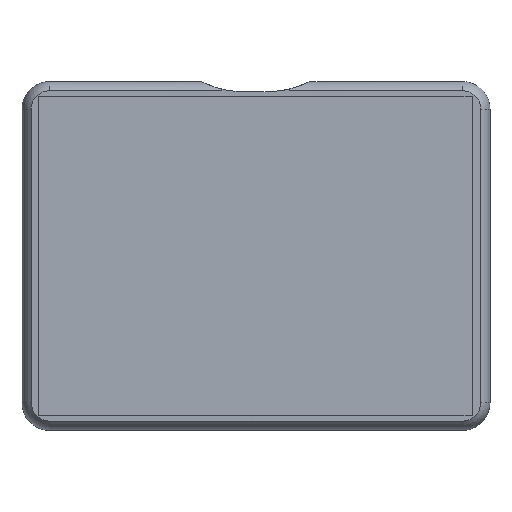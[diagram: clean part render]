
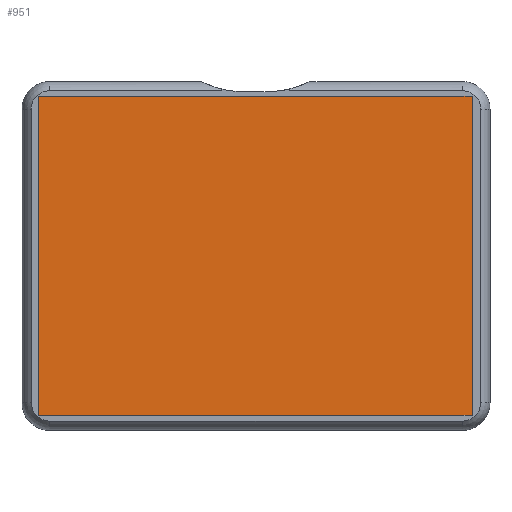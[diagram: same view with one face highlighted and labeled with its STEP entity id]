
A CAD part, top view. The second image highlights one B-rep face of the part: STEP entity #951.
In plain terms, the highlighted planar face has unit normal (0, 0, 1).
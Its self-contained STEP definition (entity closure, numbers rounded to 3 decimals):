
#53=PLANE('',#1065);
#111=FACE_OUTER_BOUND('',#174,.T.);
#174=EDGE_LOOP('',(#858,#859,#860,#861));
#295=LINE('',#1685,#378);
#298=LINE('',#1690,#381);
#300=LINE('',#1696,#383);
#301=LINE('',#1697,#384);
#378=VECTOR('',#1331,10.);
#381=VECTOR('',#1336,10.);
#383=VECTOR('',#1344,10.);
#384=VECTOR('',#1345,10.);
#470=VERTEX_POINT('',#1682);
#471=VERTEX_POINT('',#1684);
#472=VERTEX_POINT('',#1688);
#473=VERTEX_POINT('',#1695);
#599=EDGE_CURVE('',#470,#471,#295,.T.);
#602=EDGE_CURVE('',#472,#470,#298,.T.);
#604=EDGE_CURVE('',#473,#472,#300,.T.);
#605=EDGE_CURVE('',#471,#473,#301,.T.);
#858=ORIENTED_EDGE('',*,*,#599,.F.);
#859=ORIENTED_EDGE('',*,*,#602,.F.);
#860=ORIENTED_EDGE('',*,*,#604,.F.);
#861=ORIENTED_EDGE('',*,*,#605,.F.);
#951=ADVANCED_FACE('',(#111),#53,.T.);
#1065=AXIS2_PLACEMENT_3D('',#1694,#1342,#1343);
#1331=DIRECTION('',(1.,0.,0.));
#1336=DIRECTION('',(0.,1.,0.));
#1342=DIRECTION('center_axis',(0.,0.,1.));
#1343=DIRECTION('ref_axis',(1.,0.,0.));
#1344=DIRECTION('',(-1.,0.,0.));
#1345=DIRECTION('',(0.,-1.,0.));
#1682=CARTESIAN_POINT('',(-30.245,17.396,-8.5));
#1684=CARTESIAN_POINT('',(17.04,17.396,-8.5));
#1685=CARTESIAN_POINT('',(5.219,17.396,-8.5));
#1688=CARTESIAN_POINT('',(-30.245,-17.367,-8.5));
#1690=CARTESIAN_POINT('',(-30.245,8.705,-8.5));
#1694=CARTESIAN_POINT('Origin',(-6.602,0.015,-8.5));
#1695=CARTESIAN_POINT('',(17.04,-17.367,-8.5));
#1696=CARTESIAN_POINT('',(-18.424,-17.367,-8.5));
#1697=CARTESIAN_POINT('',(17.04,-8.676,-8.5));
